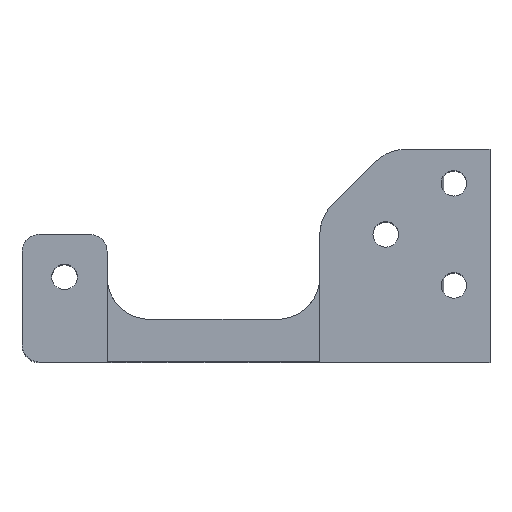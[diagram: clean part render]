
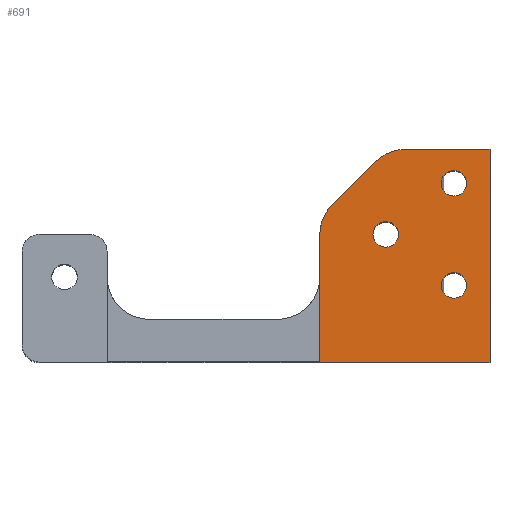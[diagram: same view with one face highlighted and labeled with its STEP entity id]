
A CAD part, top view. The second image highlights one B-rep face of the part: STEP entity #691.
In plain terms, the highlighted planar face has unit normal (0, 0, 1).
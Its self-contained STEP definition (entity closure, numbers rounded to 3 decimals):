
#20 = CARTESIAN_POINT ( 'NONE',  ( 30., 25., 23. ) ) ;
#36 = ORIENTED_EDGE ( 'NONE', *, *, #4144, .F. ) ;
#58 = CARTESIAN_POINT ( 'NONE',  ( 10., 25., 23. ) ) ;
#108 = DIRECTION ( 'NONE',  ( 0., 0., 1. ) ) ;
#122 = EDGE_CURVE ( 'NONE', #4976, #746, #2614, .T. ) ;
#124 = CARTESIAN_POINT ( 'NONE',  ( -3.5, 3.5, 23. ) ) ;
#193 = EDGE_CURVE ( 'NONE', #4941, #935, #1029, .T. ) ;
#276 = CARTESIAN_POINT ( 'NONE',  ( 30., 0., 23. ) ) ;
#388 = ORIENTED_EDGE ( 'NONE', *, *, #3606, .T. ) ;
#401 = EDGE_CURVE ( 'NONE', #2967, #3035, #5222, .T. ) ;
#405 = VERTEX_POINT ( 'NONE', #1118 ) ;
#416 = AXIS2_PLACEMENT_3D ( 'NONE', #4592, #1539, #1138 ) ;
#448 = VECTOR ( 'NONE', #3142, 1000. ) ;
#483 = EDGE_LOOP ( 'NONE', ( #388, #4514, #938, #5609, #4367, #36, #1425, #5157 ) ) ;
#491 = CIRCLE ( 'NONE', #5088, 5. ) ;
#502 = ORIENTED_EDGE ( 'NONE', *, *, #2602, .T. ) ;
#514 = ORIENTED_EDGE ( 'NONE', *, *, #193, .T. ) ;
#658 = DIRECTION ( 'NONE',  ( 1., 0., 0. ) ) ;
#682 = LINE ( 'NONE', #5159, #5422 ) ;
#691 = ADVANCED_FACE ( 'NONE', ( #2472, #2608, #1368, #2184 ), #1022, .T. ) ;
#746 = VERTEX_POINT ( 'NONE', #1513 ) ;
#799 = CARTESIAN_POINT ( 'NONE',  ( 30., 0., 23. ) ) ;
#897 = CARTESIAN_POINT ( 'NONE',  ( 17.75, 15., 23. ) ) ;
#924 = CARTESIAN_POINT ( 'NONE',  ( 25.75, 9., 23. ) ) ;
#935 = VERTEX_POINT ( 'NONE', #1656 ) ;
#938 = ORIENTED_EDGE ( 'NONE', *, *, #2592, .F. ) ;
#989 = CARTESIAN_POINT ( 'NONE',  ( 24.25, 9., 23. ) ) ;
#1009 = EDGE_CURVE ( 'NONE', #746, #2531, #682, .T. ) ;
#1013 = DIRECTION ( 'NONE',  ( -0.707, -0.707, 0. ) ) ;
#1022 = PLANE ( 'NONE',  #4485 ) ;
#1029 = CIRCLE ( 'NONE', #5134, 1.5 ) ;
#1055 = AXIS2_PLACEMENT_3D ( 'NONE', #2012, #5541, #2901 ) ;
#1118 = CARTESIAN_POINT ( 'NONE',  ( 30., 25., 23. ) ) ;
#1138 = DIRECTION ( 'NONE',  ( 1., 0., 0. ) ) ;
#1184 = ORIENTED_EDGE ( 'NONE', *, *, #2947, .T. ) ;
#1247 = CIRCLE ( 'NONE', #1055, 1.5 ) ;
#1278 = DIRECTION ( 'NONE',  ( 1., 0., 0. ) ) ;
#1300 = CIRCLE ( 'NONE', #2903, 1.5 ) ;
#1341 = DIRECTION ( 'NONE',  ( 1., 0., 0. ) ) ;
#1367 = DIRECTION ( 'NONE',  ( 1., 0., 0. ) ) ;
#1368 = FACE_BOUND ( 'NONE', #3121, .T. ) ;
#1425 = ORIENTED_EDGE ( 'NONE', *, *, #3954, .F. ) ;
#1452 = DIRECTION ( 'NONE',  ( -1., 0., 0. ) ) ;
#1513 = CARTESIAN_POINT ( 'NONE',  ( 10., 0., 23. ) ) ;
#1539 = DIRECTION ( 'NONE',  ( 0., 0., 1. ) ) ;
#1656 = CARTESIAN_POINT ( 'NONE',  ( 16.25, 15., 23. ) ) ;
#1659 = EDGE_CURVE ( 'NONE', #2234, #2513, #3144, .T. ) ;
#1754 = LINE ( 'NONE', #58, #448 ) ;
#1761 = CIRCLE ( 'NONE', #4671, 1.5 ) ;
#1778 = CARTESIAN_POINT ( 'NONE',  ( 24.25, 21., 23. ) ) ;
#1819 = VERTEX_POINT ( 'NONE', #2373 ) ;
#1821 = CARTESIAN_POINT ( 'NONE',  ( 17.75, 15., 23. ) ) ;
#1839 = DIRECTION ( 'NONE',  ( 0., 0., -1. ) ) ;
#1934 = CARTESIAN_POINT ( 'NONE',  ( 25.75, 9., 23. ) ) ;
#2005 = DIRECTION ( 'NONE',  ( 0., -1., 0. ) ) ;
#2012 = CARTESIAN_POINT ( 'NONE',  ( 25.75, 21., 23. ) ) ;
#2063 = EDGE_CURVE ( 'NONE', #2597, #3537, #1247, .T. ) ;
#2137 = ORIENTED_EDGE ( 'NONE', *, *, #2063, .T. ) ;
#2140 = EDGE_LOOP ( 'NONE', ( #502, #5387 ) ) ;
#2151 = ORIENTED_EDGE ( 'NONE', *, *, #3375, .T. ) ;
#2176 = VECTOR ( 'NONE', #1013, 1000. ) ;
#2184 = FACE_BOUND ( 'NONE', #2140, .T. ) ;
#2187 = DIRECTION ( 'NONE',  ( 0., 0., -1. ) ) ;
#2234 = VERTEX_POINT ( 'NONE', #989 ) ;
#2254 = VECTOR ( 'NONE', #5641, 1000. ) ;
#2262 = DIRECTION ( 'NONE',  ( 0., 0., -1. ) ) ;
#2274 = CARTESIAN_POINT ( 'NONE',  ( 0., 0., 23. ) ) ;
#2347 = AXIS2_PLACEMENT_3D ( 'NONE', #924, #1839, #4838 ) ;
#2373 = CARTESIAN_POINT ( 'NONE',  ( 16.536, 23.536, 23. ) ) ;
#2472 = FACE_OUTER_BOUND ( 'NONE', #483, .T. ) ;
#2513 = VERTEX_POINT ( 'NONE', #3455 ) ;
#2531 = VERTEX_POINT ( 'NONE', #5185 ) ;
#2592 = EDGE_CURVE ( 'NONE', #2531, #3035, #1754, .T. ) ;
#2597 = VERTEX_POINT ( 'NONE', #1778 ) ;
#2602 = EDGE_CURVE ( 'NONE', #2513, #2234, #3942, .T. ) ;
#2608 = FACE_BOUND ( 'NONE', #3508, .T. ) ;
#2614 = LINE ( 'NONE', #799, #2254 ) ;
#2701 = CARTESIAN_POINT ( 'NONE',  ( 20.071, 25., 23. ) ) ;
#2743 = CARTESIAN_POINT ( 'NONE',  ( 27.25, 21., 23. ) ) ;
#2790 = LINE ( 'NONE', #124, #2176 ) ;
#2860 = DIRECTION ( 'NONE',  ( 0., 0., 1. ) ) ;
#2901 = DIRECTION ( 'NONE',  ( 1., 0., 0. ) ) ;
#2903 = AXIS2_PLACEMENT_3D ( 'NONE', #1821, #2262, #5343 ) ;
#2947 = EDGE_CURVE ( 'NONE', #3537, #2597, #1761, .T. ) ;
#2967 = VERTEX_POINT ( 'NONE', #4333 ) ;
#3035 = VERTEX_POINT ( 'NONE', #3271 ) ;
#3121 = EDGE_LOOP ( 'NONE', ( #1184, #2137 ) ) ;
#3142 = DIRECTION ( 'NONE',  ( 0., 1., 0. ) ) ;
#3144 = CIRCLE ( 'NONE', #5062, 1.5 ) ;
#3271 = CARTESIAN_POINT ( 'NONE',  ( 10., 14.929, 23. ) ) ;
#3334 = CARTESIAN_POINT ( 'NONE',  ( 19.25, 15., 23. ) ) ;
#3375 = EDGE_CURVE ( 'NONE', #935, #4941, #1300, .T. ) ;
#3444 = DIRECTION ( 'NONE',  ( 0., 0., -1. ) ) ;
#3455 = CARTESIAN_POINT ( 'NONE',  ( 27.25, 9., 23. ) ) ;
#3508 = EDGE_LOOP ( 'NONE', ( #514, #2151 ) ) ;
#3537 = VERTEX_POINT ( 'NONE', #2743 ) ;
#3606 = EDGE_CURVE ( 'NONE', #1819, #2967, #2790, .T. ) ;
#3942 = CIRCLE ( 'NONE', #2347, 1.5 ) ;
#3954 = EDGE_CURVE ( 'NONE', #4721, #405, #5388, .T. ) ;
#4144 = EDGE_CURVE ( 'NONE', #405, #4976, #4412, .T. ) ;
#4145 = CARTESIAN_POINT ( 'NONE',  ( 20.071, 20., 23. ) ) ;
#4282 = VECTOR ( 'NONE', #2005, 1000. ) ;
#4300 = DIRECTION ( 'NONE',  ( 1., 0., 0. ) ) ;
#4333 = CARTESIAN_POINT ( 'NONE',  ( 11.464, 18.464, 23. ) ) ;
#4367 = ORIENTED_EDGE ( 'NONE', *, *, #122, .F. ) ;
#4412 = LINE ( 'NONE', #5058, #4282 ) ;
#4485 = AXIS2_PLACEMENT_3D ( 'NONE', #2274, #108, #1452 ) ;
#4514 = ORIENTED_EDGE ( 'NONE', *, *, #401, .T. ) ;
#4592 = CARTESIAN_POINT ( 'NONE',  ( 15., 14.929, 23. ) ) ;
#4604 = DIRECTION ( 'NONE',  ( 0., 0., -1. ) ) ;
#4671 = AXIS2_PLACEMENT_3D ( 'NONE', #5217, #3444, #4300 ) ;
#4721 = VERTEX_POINT ( 'NONE', #2701 ) ;
#4838 = DIRECTION ( 'NONE',  ( 1., 0., 0. ) ) ;
#4941 = VERTEX_POINT ( 'NONE', #3334 ) ;
#4976 = VERTEX_POINT ( 'NONE', #276 ) ;
#5058 = CARTESIAN_POINT ( 'NONE',  ( 30., 25., 23. ) ) ;
#5062 = AXIS2_PLACEMENT_3D ( 'NONE', #1934, #4604, #1278 ) ;
#5088 = AXIS2_PLACEMENT_3D ( 'NONE', #4145, #2860, #658 ) ;
#5134 = AXIS2_PLACEMENT_3D ( 'NONE', #897, #2187, #1341 ) ;
#5157 = ORIENTED_EDGE ( 'NONE', *, *, #5478, .T. ) ;
#5159 = CARTESIAN_POINT ( 'NONE',  ( 10., 25., 23. ) ) ;
#5185 = CARTESIAN_POINT ( 'NONE',  ( 10., 10., 23. ) ) ;
#5217 = CARTESIAN_POINT ( 'NONE',  ( 25.75, 21., 23. ) ) ;
#5222 = CIRCLE ( 'NONE', #416, 5. ) ;
#5257 = VECTOR ( 'NONE', #1367, 1000. ) ;
#5343 = DIRECTION ( 'NONE',  ( 1., 0., 0. ) ) ;
#5387 = ORIENTED_EDGE ( 'NONE', *, *, #1659, .T. ) ;
#5388 = LINE ( 'NONE', #20, #5257 ) ;
#5422 = VECTOR ( 'NONE', #5652, 1000. ) ;
#5478 = EDGE_CURVE ( 'NONE', #4721, #1819, #491, .T. ) ;
#5541 = DIRECTION ( 'NONE',  ( 0., 0., -1. ) ) ;
#5609 = ORIENTED_EDGE ( 'NONE', *, *, #1009, .F. ) ;
#5641 = DIRECTION ( 'NONE',  ( -1., 0., 0. ) ) ;
#5652 = DIRECTION ( 'NONE',  ( 0., 1., 0. ) ) ;
